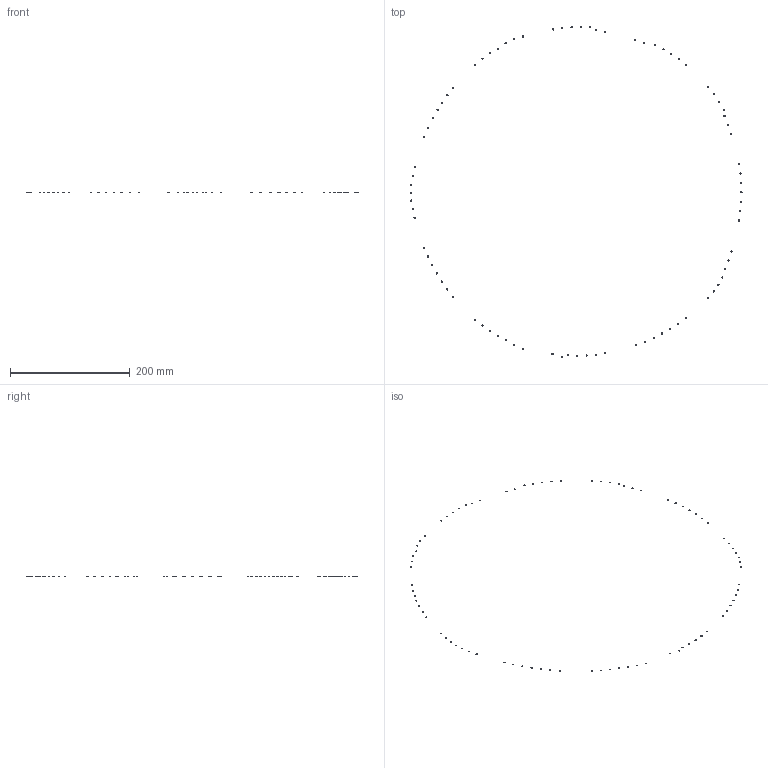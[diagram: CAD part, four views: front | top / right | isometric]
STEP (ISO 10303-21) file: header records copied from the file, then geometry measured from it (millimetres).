
FILE_DESCRIPTION(('FreeCAD Model'),'2;1');
FILE_NAME('Open CASCADE Shape Model','2024-07-08T11:32:24',(''),(''), 'Open CASCADE STEP processor 7.6','FreeCAD','Unknown');
FILE_SCHEMA(('AUTOMOTIVE_DESIGN { 1 0 10303 214 1 1 1 1 }'));
Length unit declared in the file: millimetre
Products named in the file (169): Rectangle002; Circle003; Circle004; Rectangle003; Rectangle001; Rectangle; Circle; Circle001; Circle002; Rectangle004; Circle006; Rectangle007; Rectangle008; Rectangle009; Rectangle005; Circle005; Rectangle006; Circle007; Circle008; Rectangle012; Circle009; Circle013; Circle011; Rectangle010; Rectangle013; Circle010; Rectangle011; Circle012; Rectangle014; Circle014; Rectangle015; Circle015; Rectangle016; inserts; Rectangle077; Rectangle080; Rectangle079; Circle079; Circle076; Circle077 ...
Bounding box: 553.99 x 552.37 x 0 mm (x, y, z)
Surface area: 263.9 mm2 (no closed solid volume)
Topology: 0 solids, 84 shells, 84 faces, 576 edges, 1020 vertices
Faces by surface type: plane 84
Entity records: 11227 total; most frequent: CARTESIAN_POINT 2533, DIRECTION 962, TRIMMED_CURVE 492, LINE 396, VECTOR 396, STYLED_ITEM 324, PRESENTATION_STYLE_ASSIGNMENT 324, SURFACE_STYLE_USAGE 324
